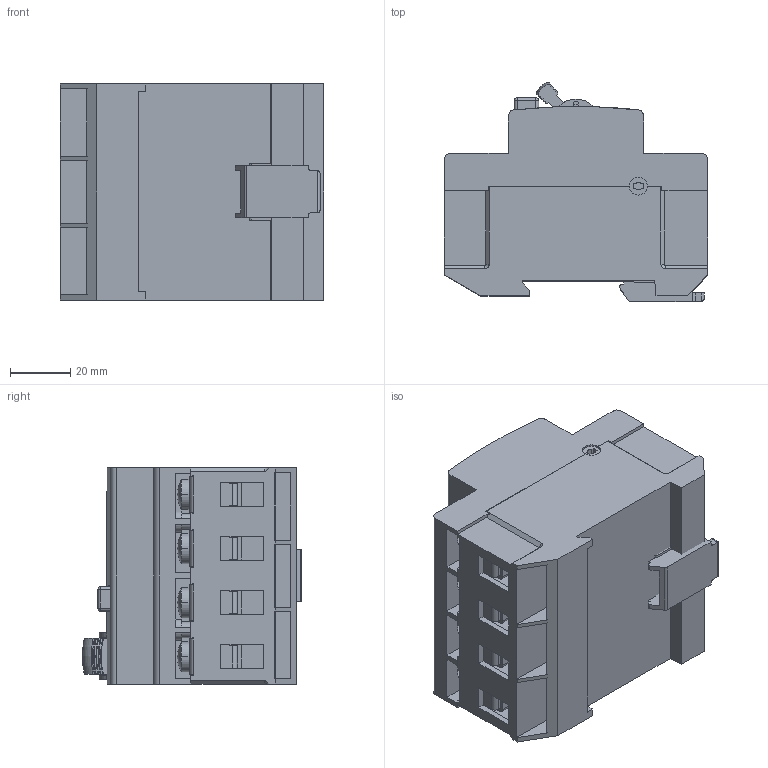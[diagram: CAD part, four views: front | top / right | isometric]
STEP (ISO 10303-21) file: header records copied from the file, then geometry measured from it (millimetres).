
FILE_DESCRIPTION((''),'2;1');
FILE_NAME('ETI_NEFI_4P_A_ASM','2020-06-10T',('peter.kastelic'),('Audax d.o.o.'),'CREO PARAMETRIC BY PTC INC, 2016050','CREO PARAMETRIC BY PTC INC, 2016050','');
FILE_SCHEMA(('AUTOMOTIVE_DESIGN { 1 0 10303 214 1 1 1 1 }'));
Length unit declared in the file: millimetre
Products named in the file (20): 0000051366_1; 0000051364_3; 0000051378_1_1; 0000000533_1_1; 0000000700_1; 0000000470_1_1; 0000051372_ASM_1_1_ASM; 0000051377_1_1; 0000000533_1; 0000000470_1; 0000051374_ASM_1_1_ASM; 0000059981_1_1; 0000000069_3; 0000014426_1_1; 0000058375_1_1; GUMB_1; GRED_1; ETI_1; 0000051373_ASM_3_ASM; ETI_NEFI_4P_A_ASM
Assembly tree (35 placements, depth 4):
  ETI_NEFI_4P_A_ASM
    0000051373_ASM_3_ASM
      0000051366_1
      0000051364_3
      0000051372_ASM_1_1_ASM  x3
        0000051378_1_1
        0000000533_1_1
        0000000700_1
        0000000470_1_1
      0000051374_ASM_1_1_ASM
        0000051377_1_1
        0000000533_1
        0000000470_1
      0000059981_1_1  x4
      0000000069_3
      0000000470_1  x4
      0000000533_1  x4
      0000014426_1_1
      0000058375_1_1  x4
      GUMB_1
      GRED_1
      ETI_1
Bounding box: 87.5 x 72.86 x 71.8 mm (x, y, z)
Volume: 216746.2 mm3; surface area: 87761.5 mm2
Topology: 38 solids, 38 shells, 1747 faces, 5084 edges, 3364 vertices
Faces by surface type: plane 1096, cylinder 497, cone 54, torus 29, sphere 28, extrusion 23, bspline 20
Entity records: 42549 total; most frequent: CARTESIAN_POINT 7028, ORIENTED_EDGE 5558, DIRECTION 5300, PRESENTATION_STYLE_ASSIGNMENT 2800, STYLED_ITEM 2800, CURVE_STYLE 2779, EDGE_CURVE 2779, VECTOR 1900
